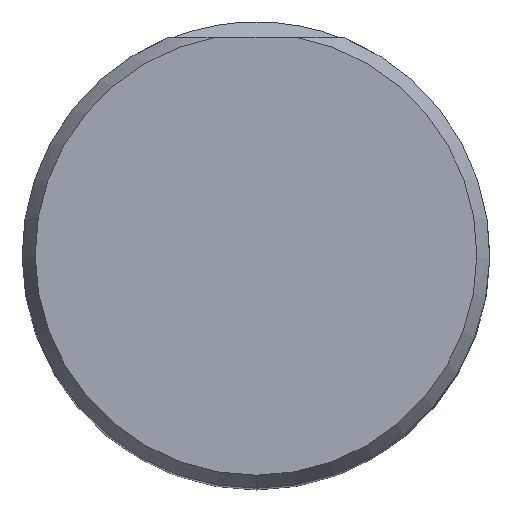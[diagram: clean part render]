
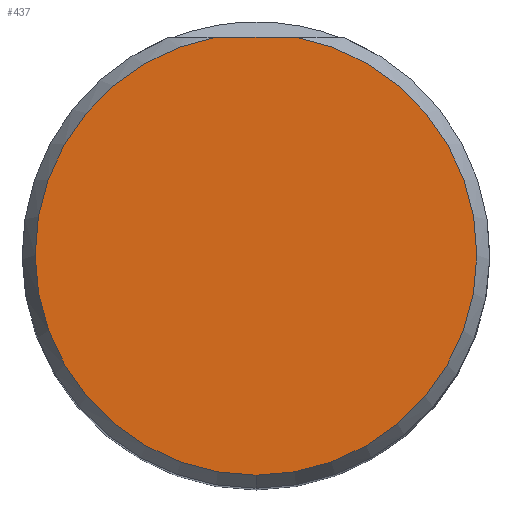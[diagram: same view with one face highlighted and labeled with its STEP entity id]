
A CAD part, top view. The second image highlights one B-rep face of the part: STEP entity #437.
In plain terms, the highlighted planar face has unit normal (0, 0, 1).
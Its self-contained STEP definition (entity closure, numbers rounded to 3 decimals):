
#417=VERTEX_POINT('',#948);
#437=ADVANCED_FACE('',(#969),#970,.T.);
#483=EDGE_CURVE('',#417,#777,#1022,.T.);
#585=EDGE_CURVE('',#685,#417,#1137,.T.);
#685=VERTEX_POINT('',#1245);
#719=EDGE_CURVE('',#685,#777,#1281,.T.);
#777=VERTEX_POINT('',#1344);
#948=CARTESIAN_POINT('',(0.,-11.807,0.0));
#969=FACE_OUTER_BOUND('',#3536,.T.);
#970=PLANE('',#3537);
#1022=CIRCLE('',#3845,11.807);
#1137=CIRCLE('',#5719,11.807);
#1245=CARTESIAN_POINT('',(2.108,11.617,0.0));
#1281=LINE('',#7864,#7865);
#1344=CARTESIAN_POINT('',(-2.108,11.617,0.0));
#3536=EDGE_LOOP('',(#10049,#10050,#10051));
#3537=AXIS2_PLACEMENT_3D('',#10052,#10053,#10054);
#3845=AXIS2_PLACEMENT_3D('',#10110,#10111,#10112);
#5719=AXIS2_PLACEMENT_3D('',#10258,#10259,#10260);
#7864=CARTESIAN_POINT('',(-6.25,11.617,0.));
#7865=VECTOR('',#10389,1.0);
#10049=ORIENTED_EDGE('',*,*,#719,.T.);
#10050=ORIENTED_EDGE('',*,*,#483,.F.);
#10051=ORIENTED_EDGE('',*,*,#585,.F.);
#10052=CARTESIAN_POINT('',(0.0,5.904,0.0));
#10053=DIRECTION('',(-0.0,0.0,1.0));
#10054=DIRECTION('',(0.0,-1.0,0.0));
#10110=CARTESIAN_POINT('',(0.0,0.0,0.0));
#10111=DIRECTION('',(0.0,0.0,-1.0));
#10112=DIRECTION('',(0.0,1.0,0.0));
#10258=CARTESIAN_POINT('',(0.0,0.0,0.0));
#10259=DIRECTION('',(0.0,0.0,-1.0));
#10260=DIRECTION('',(0.0,1.0,0.0));
#10389=DIRECTION('',(-1.0,0.0,0.0));
